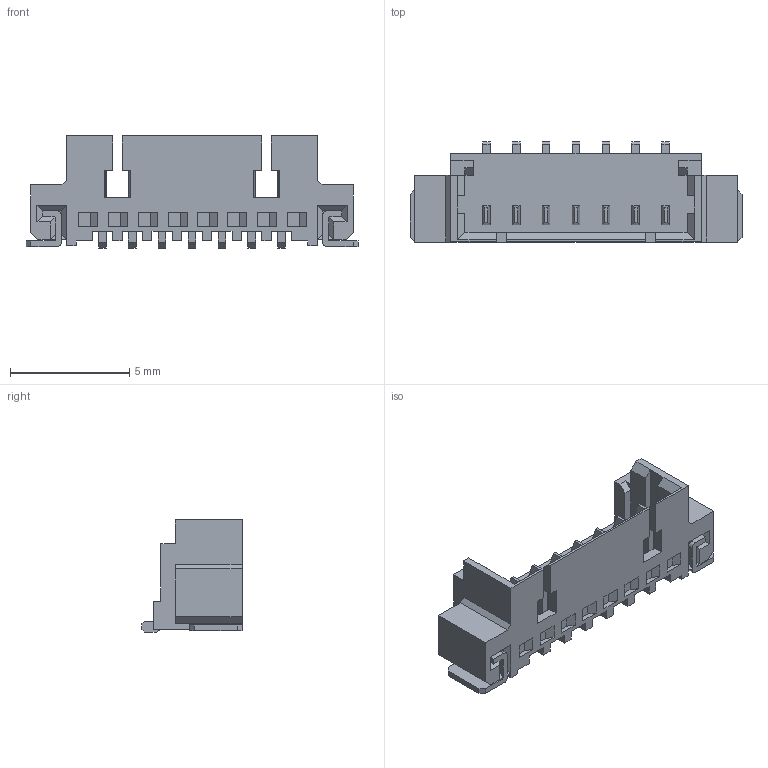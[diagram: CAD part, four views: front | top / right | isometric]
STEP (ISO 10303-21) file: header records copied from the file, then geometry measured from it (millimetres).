
FILE_DESCRIPTION((''),'2;1');
FILE_NAME('MOLEX_53398-0771.stp','2013-03-20T11:44:11',(''),(''),'Mechanical Desktop 2011','Mechanical Desktop 2011',', , ');
FILE_SCHEMA(('AUTOMOTIVE_DESIGN { 1 2 10303 214 1 1 1 1 }'));
Length unit declared in the file: millimetre
Products named in the file (1): Product
Bounding box: 13.9 x 4.2 x 4.7 mm (x, y, z)
Volume: 77.5 mm3; surface area: 390.7 mm2
Topology: 17 solids, 18 shells, 373 faces, 935 edges, 606 vertices
Faces by surface type: plane 302, bspline 64, cylinder 7
Entity records: 10958 total; most frequent: CARTESIAN_POINT 2177, ORIENTED_EDGE 1870, DIRECTION 1581, EDGE_CURVE 935, VECTOR 909, LINE 909, VERTEX_POINT 606, EDGE_LOOP 381
